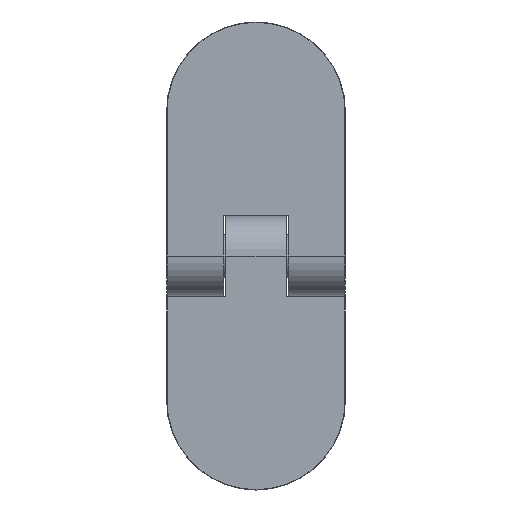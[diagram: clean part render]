
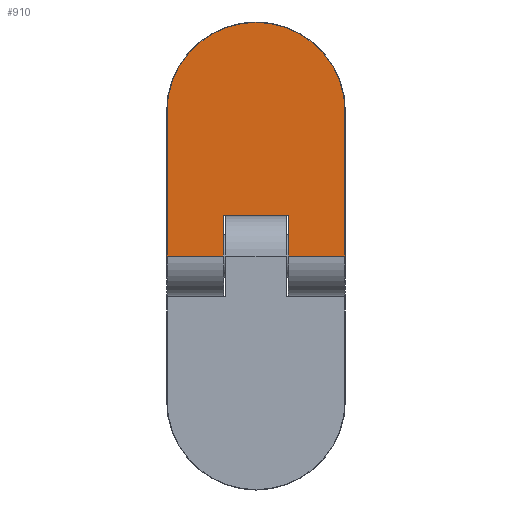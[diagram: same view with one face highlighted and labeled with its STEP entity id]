
A CAD part, front view. The second image highlights one B-rep face of the part: STEP entity #910.
In plain terms, the highlighted planar face has unit normal (0, -1, 0).
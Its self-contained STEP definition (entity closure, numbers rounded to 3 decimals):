
#646 = VERTEX_POINT ( 'NONE', #2681 ) ;
#700 = VERTEX_POINT ( 'NONE', #2825 ) ;
#861 = EDGE_CURVE ( 'NONE', #919, #921, #3123, .T. ) ;
#892 = VERTEX_POINT ( 'NONE', #3187 ) ;
#894 = EDGE_CURVE ( 'NONE', #897, #892, #3236, .T. ) ;
#897 = VERTEX_POINT ( 'NONE', #3182 ) ;
#901 = EDGE_CURVE ( 'NONE', #980, #978, #3219, .T. ) ;
#902 = EDGE_CURVE ( 'NONE', #892, #907, #3212, .T. ) ;
#904 = ORIENTED_EDGE ( 'NONE', *, *, #908, .F. ) ;
#905 = ORIENTED_EDGE ( 'NONE', *, *, #902, .T. ) ;
#906 = ORIENTED_EDGE ( 'NONE', *, *, #894, .T. ) ;
#907 = VERTEX_POINT ( 'NONE', #3227 ) ;
#908 = EDGE_CURVE ( 'NONE', #919, #907, #3268, .T. ) ;
#910 = ADVANCED_FACE ( 'NONE', ( #3269 ), #3214, .F. ) ;
#911 = ORIENTED_EDGE ( 'NONE', *, *, #932, .T. ) ;
#912 = ORIENTED_EDGE ( 'NONE', *, *, #861, .T. ) ;
#913 = EDGE_CURVE ( 'NONE', #921, #646, #3266, .T. ) ;
#914 = ORIENTED_EDGE ( 'NONE', *, *, #913, .T. ) ;
#916 = ORIENTED_EDGE ( 'NONE', *, *, #975, .T. ) ;
#919 = VERTEX_POINT ( 'NONE', #3264 ) ;
#921 = VERTEX_POINT ( 'NONE', #3246 ) ;
#932 = EDGE_CURVE ( 'NONE', #646, #700, #3245, .T. ) ;
#933 = EDGE_LOOP ( 'NONE', ( #912, #914, #911, #916, #983, #981, #906, #905, #904 ) ) ;
#975 = EDGE_CURVE ( 'NONE', #700, #980, #3351, .T. ) ;
#978 = VERTEX_POINT ( 'NONE', #3337 ) ;
#980 = VERTEX_POINT ( 'NONE', #3392 ) ;
#981 = ORIENTED_EDGE ( 'NONE', *, *, #984, .T. ) ;
#983 = ORIENTED_EDGE ( 'NONE', *, *, #901, .T. ) ;
#984 = EDGE_CURVE ( 'NONE', #978, #897, #3381, .T. ) ;
#2681 = CARTESIAN_POINT ( 'NONE',  ( 3.08, -2.15, 0. ) ) ;
#2825 = CARTESIAN_POINT ( 'NONE',  ( 0.02, -2.15, 0. ) ) ;
#3122 = CARTESIAN_POINT ( 'NONE',  ( 9.7, -2.15, -2.22 ) ) ;
#3123 = LINE ( 'NONE', #3122, #3162 ) ;
#3161 = DIRECTION ( 'NONE',  ( -1., 0., 0. ) ) ;
#3162 = VECTOR ( 'NONE', #3161, 1000. ) ;
#3180 = AXIS2_PLACEMENT_3D ( 'NONE', #3237, #3209, #3208 ) ;
#3182 = CARTESIAN_POINT ( 'NONE',  ( 9.68, -2.15, 0. ) ) ;
#3187 = CARTESIAN_POINT ( 'NONE',  ( 6.62, -2.15, 0. ) ) ;
#3208 = DIRECTION ( 'NONE',  ( 0., 0., 1. ) ) ;
#3209 = DIRECTION ( 'NONE',  ( 0., -1., 0. ) ) ;
#3210 = VECTOR ( 'NONE', #3270, 1000. ) ;
#3211 = CARTESIAN_POINT ( 'NONE',  ( 6.62, -2.15, 0. ) ) ;
#3212 = LINE ( 'NONE', #3211, #3210 ) ;
#3214 = PLANE ( 'NONE',  #3267 ) ;
#3219 = CIRCLE ( 'NONE', #3180, 4.83 ) ;
#3227 = CARTESIAN_POINT ( 'NONE',  ( 6.62, -2.15, -2.18 ) ) ;
#3228 = DIRECTION ( 'NONE',  ( -1., 0., 0. ) ) ;
#3229 = VECTOR ( 'NONE', #3228, 1000. ) ;
#3230 = CARTESIAN_POINT ( 'NONE',  ( 9.7, -2.15, 0. ) ) ;
#3236 = LINE ( 'NONE', #3230, #3229 ) ;
#3237 = CARTESIAN_POINT ( 'NONE',  ( 4.85, -2.15, -7.85 ) ) ;
#3245 = LINE ( 'NONE', #3282, #3281 ) ;
#3246 = CARTESIAN_POINT ( 'NONE',  ( 3.08, -2.15, -2.22 ) ) ;
#3253 = DIRECTION ( 'NONE',  ( 0., 0., 1. ) ) ;
#3254 = VECTOR ( 'NONE', #3253, 1000. ) ;
#3256 = DIRECTION ( 'NONE',  ( 0., 0., 1. ) ) ;
#3257 = DIRECTION ( 'NONE',  ( 0., 1., 0. ) ) ;
#3259 = CARTESIAN_POINT ( 'NONE',  ( 9.7, -2.15, 0. ) ) ;
#3260 = DIRECTION ( 'NONE',  ( 0., 0., 1. ) ) ;
#3261 = DIRECTION ( 'NONE',  ( 0., -1., 0. ) ) ;
#3262 = CARTESIAN_POINT ( 'NONE',  ( 6.58, -2.15, -2.18 ) ) ;
#3263 = AXIS2_PLACEMENT_3D ( 'NONE', #3262, #3261, #3260 ) ;
#3264 = CARTESIAN_POINT ( 'NONE',  ( 6.58, -2.15, -2.22 ) ) ;
#3265 = CARTESIAN_POINT ( 'NONE',  ( 3.08, -2.15, 0. ) ) ;
#3266 = LINE ( 'NONE', #3265, #3254 ) ;
#3267 = AXIS2_PLACEMENT_3D ( 'NONE', #3259, #3257, #3256 ) ;
#3268 = CIRCLE ( 'NONE', #3263, 0.04 ) ;
#3269 = FACE_OUTER_BOUND ( 'NONE', #933, .T. ) ;
#3270 = DIRECTION ( 'NONE',  ( 0., 0., -1. ) ) ;
#3280 = DIRECTION ( 'NONE',  ( -1., 0., 0. ) ) ;
#3281 = VECTOR ( 'NONE', #3280, 1000. ) ;
#3282 = CARTESIAN_POINT ( 'NONE',  ( 9.7, -2.15, 0. ) ) ;
#3331 = DIRECTION ( 'NONE',  ( 0., 0., -1. ) ) ;
#3332 = VECTOR ( 'NONE', #3331, 1000. ) ;
#3333 = CARTESIAN_POINT ( 'NONE',  ( 0.02, -2.15, 0. ) ) ;
#3337 = CARTESIAN_POINT ( 'NONE',  ( 9.68, -2.15, -7.85 ) ) ;
#3351 = LINE ( 'NONE', #3333, #3332 ) ;
#3378 = DIRECTION ( 'NONE',  ( 0., 0., 1. ) ) ;
#3379 = VECTOR ( 'NONE', #3378, 1000. ) ;
#3380 = CARTESIAN_POINT ( 'NONE',  ( 9.68, -2.15, 0. ) ) ;
#3381 = LINE ( 'NONE', #3380, #3379 ) ;
#3392 = CARTESIAN_POINT ( 'NONE',  ( 0.02, -2.15, -7.85 ) ) ;
